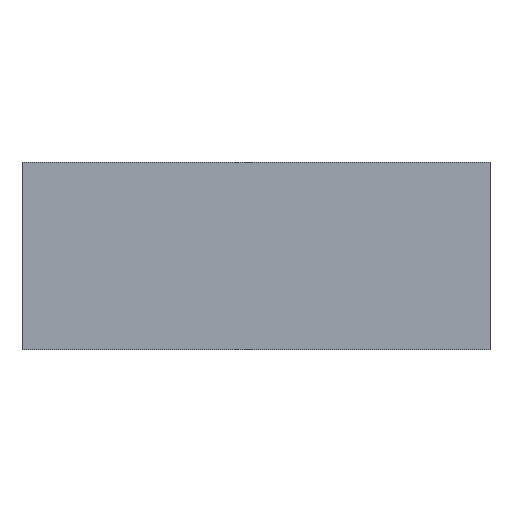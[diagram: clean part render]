
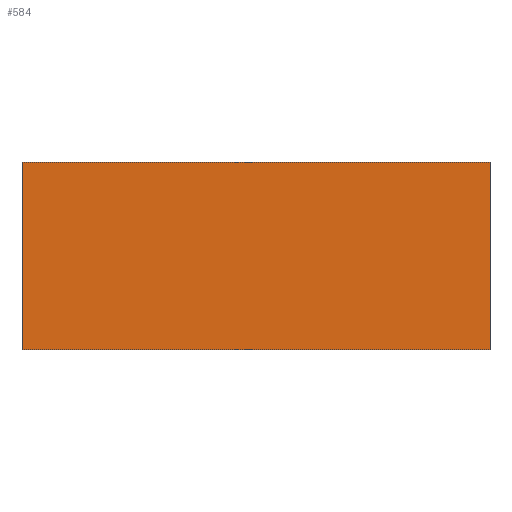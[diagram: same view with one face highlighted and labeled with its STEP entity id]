
A CAD part, top view. The second image highlights one B-rep face of the part: STEP entity #584.
In plain terms, the highlighted planar face has unit normal (0, 0, 1).
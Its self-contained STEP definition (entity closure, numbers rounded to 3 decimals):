
#39=LINE('',#836,#111);
#71=LINE('',#901,#143);
#79=LINE('',#916,#151);
#86=LINE('',#930,#158);
#111=VECTOR('',#680,10.);
#143=VECTOR('',#738,10.);
#151=VECTOR('',#748,10.);
#158=VECTOR('',#769,10.);
#187=PLANE('',#627);
#227=FACE_OUTER_BOUND('',#267,.T.);
#267=EDGE_LOOP('',(#548,#549,#550,#551));
#296=VERTEX_POINT('',#833);
#297=VERTEX_POINT('',#835);
#316=VERTEX_POINT('',#898);
#317=VERTEX_POINT('',#900);
#352=EDGE_CURVE('',#297,#296,#39,.T.);
#384=EDGE_CURVE('',#316,#317,#71,.T.);
#392=EDGE_CURVE('',#297,#316,#79,.T.);
#399=EDGE_CURVE('',#296,#317,#86,.T.);
#548=ORIENTED_EDGE('',*,*,#352,.T.);
#549=ORIENTED_EDGE('',*,*,#399,.T.);
#550=ORIENTED_EDGE('',*,*,#384,.F.);
#551=ORIENTED_EDGE('',*,*,#392,.F.);
#584=ADVANCED_FACE('',(#227),#187,.T.);
#627=AXIS2_PLACEMENT_3D('',#931,#770,#771);
#680=DIRECTION('',(1.,0.,0.));
#738=DIRECTION('',(1.,0.,0.));
#748=DIRECTION('',(0.,1.,0.));
#769=DIRECTION('',(0.,1.,0.));
#770=DIRECTION('center_axis',(0.,0.,1.));
#771=DIRECTION('ref_axis',(1.,0.,0.));
#833=CARTESIAN_POINT('',(250.,0.,50.));
#835=CARTESIAN_POINT('',(-250.,0.,50.));
#836=CARTESIAN_POINT('',(-250.,0.,50.));
#898=CARTESIAN_POINT('',(-250.,200.,50.));
#900=CARTESIAN_POINT('',(250.,200.,50.));
#901=CARTESIAN_POINT('',(-250.,200.,50.));
#916=CARTESIAN_POINT('',(-250.,0.,50.));
#930=CARTESIAN_POINT('',(250.,0.,50.));
#931=CARTESIAN_POINT('Origin',(-250.,0.,50.));
